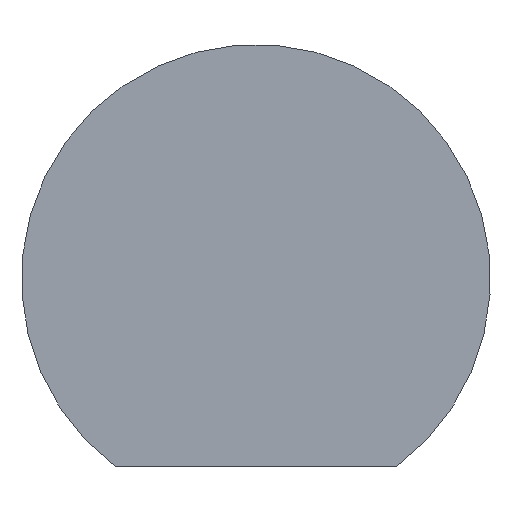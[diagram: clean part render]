
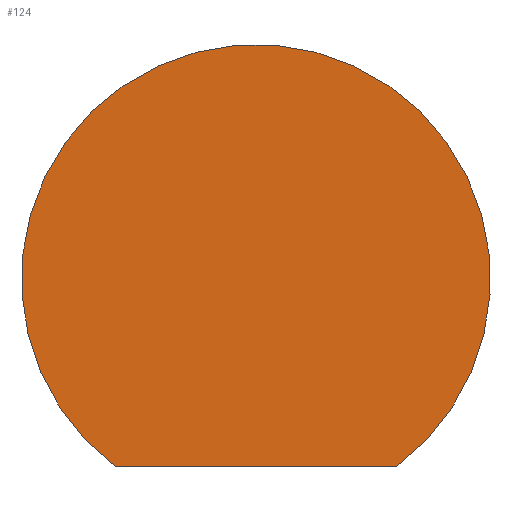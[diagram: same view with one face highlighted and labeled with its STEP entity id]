
A CAD part, front view. The second image highlights one B-rep face of the part: STEP entity #124.
In plain terms, the highlighted planar face has unit normal (0, -1, 0).
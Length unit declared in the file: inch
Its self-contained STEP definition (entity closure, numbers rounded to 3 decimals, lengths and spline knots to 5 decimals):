
#2 = DIRECTION ( 'NONE',  ( 0., 0., 1. ) ) ;
#4 = DIRECTION ( 'NONE',  ( 0., 0., 1. ) ) ;
#17 = PLANE ( 'NONE',  #164 ) ;
#24 = CARTESIAN_POINT ( 'NONE',  ( 0., 0., 0. ) ) ;
#34 = DIRECTION ( 'NONE',  ( -1., 0., 0. ) ) ;
#47 = CARTESIAN_POINT ( 'NONE',  ( -0.075, 0., -0.1 ) ) ;
#49 = EDGE_LOOP ( 'NONE', ( #99, #55 ) ) ;
#54 = VERTEX_POINT ( 'NONE', #47 ) ;
#55 = ORIENTED_EDGE ( 'NONE', *, *, #140, .F. ) ;
#57 = VERTEX_POINT ( 'NONE', #146 ) ;
#72 = AXIS2_PLACEMENT_3D ( 'NONE', #24, #109, #2 ) ;
#75 = DIRECTION ( 'NONE',  ( 0., 1., 0. ) ) ;
#86 = VECTOR ( 'NONE', #34, 39.37008 ) ;
#87 = FACE_OUTER_BOUND ( 'NONE', #49, .T. ) ;
#92 = CARTESIAN_POINT ( 'NONE',  ( 0., 0., 0. ) ) ;
#94 = CIRCLE ( 'NONE', #72, 0.125 ) ;
#97 = LINE ( 'NONE', #144, #86 ) ;
#99 = ORIENTED_EDGE ( 'NONE', *, *, #160, .F. ) ;
#109 = DIRECTION ( 'NONE',  ( 0., 1., 0. ) ) ;
#124 = ADVANCED_FACE ( 'NONE', ( #87 ), #17, .F. ) ;
#140 = EDGE_CURVE ( 'NONE', #57, #54, #97, .T. ) ;
#144 = CARTESIAN_POINT ( 'NONE',  ( -0.075, 0., -0.1 ) ) ;
#146 = CARTESIAN_POINT ( 'NONE',  ( 0.075, 0., -0.1 ) ) ;
#160 = EDGE_CURVE ( 'NONE', #54, #57, #94, .T. ) ;
#164 = AXIS2_PLACEMENT_3D ( 'NONE', #92, #75, #4 ) ;
